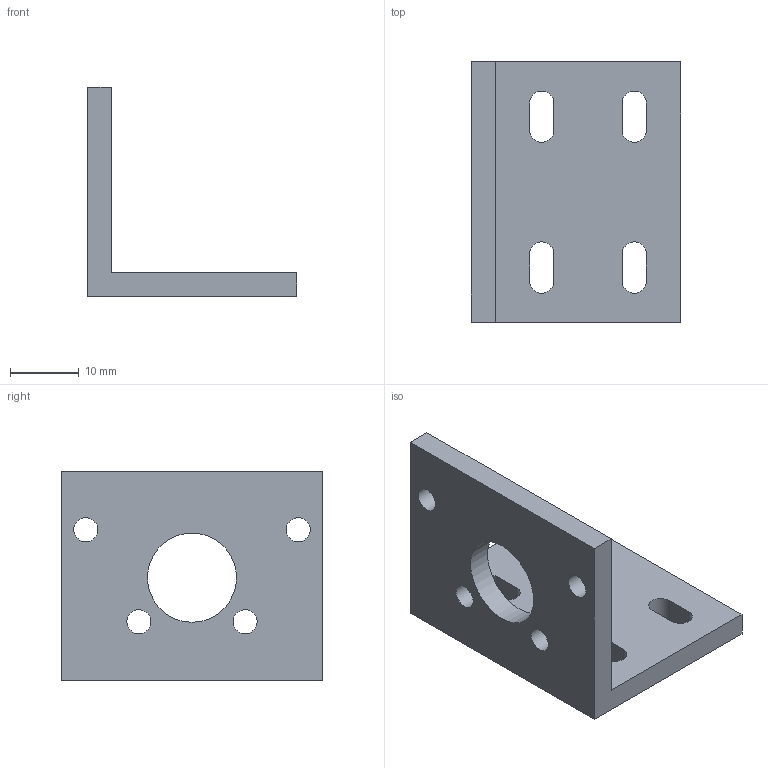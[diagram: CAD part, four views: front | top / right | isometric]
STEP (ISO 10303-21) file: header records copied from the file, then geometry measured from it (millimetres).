
FILE_DESCRIPTION(/* description */ (''),/* implementation_level */ '2;1');
FILE_NAME(/* name */ 'motor bracket_v8.step',/* time_stamp */ '2023-05-19T17:35:44+02:00',/* author */ (''),/* organization */ (''),/* preprocessor_version */ 'ST-DEVELOPER v19.2',/* originating_system */ 'Autodesk Translation Framework v12.4.0.73',/* authorisation */ '');
FILE_SCHEMA (('AUTOMOTIVE_DESIGN { 1 0 10303 214 3 1 1 }'));
Length unit declared in the file: millimetre
Products named in the file (2): motor bracket; Composant1
Assembly tree (1 placements, depth 2):
  motor bracket
    Composant1
Bounding box: 30.5 x 38 x 30.5 mm (x, y, z)
Volume: 6717.5 mm3; surface area: 5069.9 mm2
Topology: 1 solids, 1 shells, 29 faces, 81 edges, 54 vertices
Faces by surface type: plane 16, cylinder 13
Full cylindrical faces by diameter (mm): 3.5 x4, 13 x1
Entity records: 1030 total; most frequent: DIRECTION 171, CARTESIAN_POINT 167, ORIENTED_EDGE 162, EDGE_CURVE 81, AXIS2_PLACEMENT_3D 58, LINE 55, VECTOR 55, VERTEX_POINT 54
